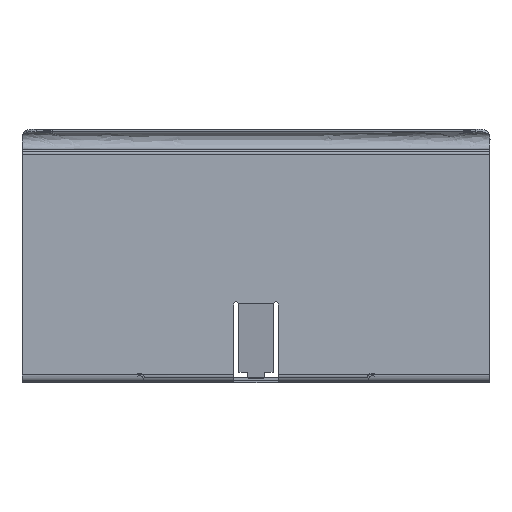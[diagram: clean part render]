
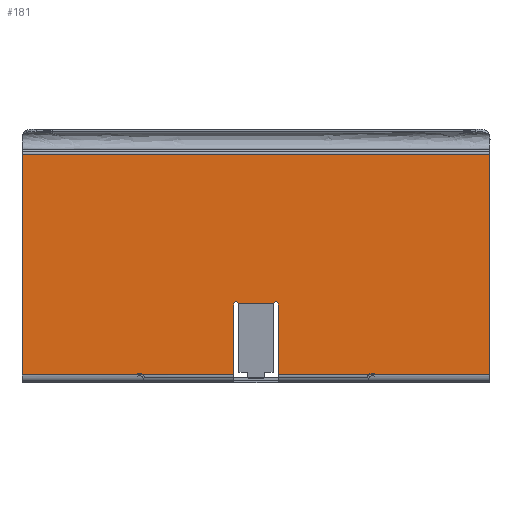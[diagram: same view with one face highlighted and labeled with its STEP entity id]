
A CAD part, front view. The second image highlights one B-rep face of the part: STEP entity #181.
In plain terms, the highlighted planar face has unit normal (0, -1, 0).
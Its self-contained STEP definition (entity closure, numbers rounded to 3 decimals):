
#181=ADVANCED_FACE('',(#387),#3046,.T.);
#387=FACE_OUTER_BOUND('',#593,.T.);
#593=EDGE_LOOP('',(#1395,#1396,#1397,#1398,#1399,#1400,#1401,#1402,#1403,
#1404,#1405,#1406,#1407,#1408));
#1395=ORIENTED_EDGE('',*,*,#2023,.T.);
#1396=ORIENTED_EDGE('',*,*,#2024,.T.);
#1397=ORIENTED_EDGE('',*,*,#2025,.T.);
#1398=ORIENTED_EDGE('',*,*,#2066,.T.);
#1399=ORIENTED_EDGE('',*,*,#2026,.T.);
#1400=ORIENTED_EDGE('',*,*,#2027,.T.);
#1401=ORIENTED_EDGE('',*,*,#2028,.T.);
#1402=ORIENTED_EDGE('',*,*,#2029,.T.);
#1403=ORIENTED_EDGE('',*,*,#2020,.F.);
#1404=ORIENTED_EDGE('',*,*,#2018,.F.);
#1405=ORIENTED_EDGE('',*,*,#2030,.T.);
#1406=ORIENTED_EDGE('',*,*,#2113,.T.);
#1407=ORIENTED_EDGE('',*,*,#2117,.T.);
#1408=ORIENTED_EDGE('',*,*,#2031,.T.);
#2018=EDGE_CURVE('',#2868,#2867,#2611,.T.);
#2020=EDGE_CURVE('',#2867,#2870,#2368,.T.);
#2023=EDGE_CURVE('',#2872,#2873,#2371,.T.);
#2024=EDGE_CURVE('',#2873,#2874,#2372,.T.);
#2025=EDGE_CURVE('',#2874,#2875,#2612,.T.);
#2026=EDGE_CURVE('',#2876,#2877,#2373,.T.);
#2027=EDGE_CURVE('',#2877,#2878,#2374,.T.);
#2028=EDGE_CURVE('',#2878,#2879,#2375,.T.);
#2029=EDGE_CURVE('',#2879,#2870,#2376,.T.);
#2030=EDGE_CURVE('',#2868,#2880,#2377,.T.);
#2031=EDGE_CURVE('',#2882,#2872,#2378,.T.);
#2066=EDGE_CURVE('',#2875,#2876,#2618,.T.);
#2113=EDGE_CURVE('',#2880,#2881,#2635,.T.);
#2117=EDGE_CURVE('',#2881,#2882,#2639,.T.);
#2368=B_SPLINE_CURVE_WITH_KNOTS('',1,(#6841,#6842),.UNSPECIFIED.,.F.,.F.,
(2,2),(-94.3,0.),.UNSPECIFIED.);
#2371=B_SPLINE_CURVE_WITH_KNOTS('',1,(#6847,#6848),.UNSPECIFIED.,.F.,.F.,
(2,2),(0.,15.),.UNSPECIFIED.);
#2372=B_SPLINE_CURVE_WITH_KNOTS('',1,(#6849,#6850),.UNSPECIFIED.,.F.,.F.,
(2,2),(0.,0.068),.UNSPECIFIED.);
#2373=B_SPLINE_CURVE_WITH_KNOTS('',1,(#6854,#6855),.UNSPECIFIED.,.F.,.F.,
(2,2),(-30.337,0.),.UNSPECIFIED.);
#2374=B_SPLINE_CURVE_WITH_KNOTS('',1,(#6856,#6857),.UNSPECIFIED.,.F.,.F.,
(2,2),(-90.5,0.),.UNSPECIFIED.);
#2375=B_SPLINE_CURVE_WITH_KNOTS('',1,(#6858,#6859),.UNSPECIFIED.,.F.,.F.,
(2,2),(-94.3,0.),.UNSPECIFIED.);
#2376=B_SPLINE_CURVE_WITH_KNOTS('',1,(#6860,#6861),.UNSPECIFIED.,.F.,.F.,
(2,2),(-200.,0.),.UNSPECIFIED.);
#2377=B_SPLINE_CURVE_WITH_KNOTS('',1,(#6862,#6863),.UNSPECIFIED.,.F.,.F.,
(2,2),(-30.337,0.),.UNSPECIFIED.);
#2378=B_SPLINE_CURVE_WITH_KNOTS('',1,(#6864,#6865),.UNSPECIFIED.,.F.,.F.,
(2,2),(0.,0.068),.UNSPECIFIED.);
#2611=(
BOUNDED_CURVE()
B_SPLINE_CURVE(1,(#6837,#6838),.UNSPECIFIED.,.F.,.F.)
B_SPLINE_CURVE_WITH_KNOTS((2,2),(0.,90.5),.UNSPECIFIED.)
CURVE()
GEOMETRIC_REPRESENTATION_ITEM()
RATIONAL_B_SPLINE_CURVE((1.,1.))
REPRESENTATION_ITEM('')
);
#2612=(
BOUNDED_CURVE()
B_SPLINE_CURVE(2,(#6851,#6852,#6853),.UNSPECIFIED.,.F.,.F.)
B_SPLINE_CURVE_WITH_KNOTS((3,3),(0.,1.199),.UNSPECIFIED.)
CURVE()
GEOMETRIC_REPRESENTATION_ITEM()
RATIONAL_B_SPLINE_CURVE((1.,0.825,1.))
REPRESENTATION_ITEM('')
);
#2618=(
BOUNDED_CURVE()
B_SPLINE_CURVE(2,(#6966,#6967,#6968),.UNSPECIFIED.,.F.,.F.)
B_SPLINE_CURVE_WITH_KNOTS((3,3),(0.,1.571),.UNSPECIFIED.)
CURVE()
GEOMETRIC_REPRESENTATION_ITEM()
RATIONAL_B_SPLINE_CURVE((1.,0.707,1.))
REPRESENTATION_ITEM('')
);
#2635=(
BOUNDED_CURVE()
B_SPLINE_CURVE(2,(#7140,#7141,#7142),.UNSPECIFIED.,.F.,.F.)
B_SPLINE_CURVE_WITH_KNOTS((3,3),(0.,1.571),.UNSPECIFIED.)
CURVE()
GEOMETRIC_REPRESENTATION_ITEM()
RATIONAL_B_SPLINE_CURVE((1.,0.707,1.))
REPRESENTATION_ITEM('')
);
#2639=(
BOUNDED_CURVE()
B_SPLINE_CURVE(2,(#7151,#7152,#7153),.UNSPECIFIED.,.F.,.F.)
B_SPLINE_CURVE_WITH_KNOTS((3,3),(0.,1.199),.UNSPECIFIED.)
CURVE()
GEOMETRIC_REPRESENTATION_ITEM()
RATIONAL_B_SPLINE_CURVE((1.,0.825,1.))
REPRESENTATION_ITEM('')
);
#2867=VERTEX_POINT('',#6714);
#2868=VERTEX_POINT('',#6715);
#2870=VERTEX_POINT('',#6717);
#2872=VERTEX_POINT('',#6719);
#2873=VERTEX_POINT('',#6720);
#2874=VERTEX_POINT('',#6721);
#2875=VERTEX_POINT('',#6722);
#2876=VERTEX_POINT('',#6723);
#2877=VERTEX_POINT('',#6724);
#2878=VERTEX_POINT('',#6725);
#2879=VERTEX_POINT('',#6726);
#2880=VERTEX_POINT('',#6727);
#2881=VERTEX_POINT('',#6728);
#2882=VERTEX_POINT('',#6729);
#3046=PLANE('',#3267);
#3267=AXIS2_PLACEMENT_3D('',#6177,#3383,$);
#3383=DIRECTION('',(0.,-1.,0.));
#6177=CARTESIAN_POINT('',(-174.12,-299.5,105.1));
#6714=CARTESIAN_POINT('',(-154.,-299.5,1.25));
#6715=CARTESIAN_POINT('',(-63.5,-299.5,1.25));
#6717=CARTESIAN_POINT('',(-154.,-299.5,95.55));
#6719=CARTESIAN_POINT('',(-61.5,-299.5,31.95));
#6720=CARTESIAN_POINT('',(-46.5,-299.5,31.95));
#6721=CARTESIAN_POINT('',(-46.432,-299.5,31.95));
#6722=CARTESIAN_POINT('',(-45.5,-299.5,32.587));
#6723=CARTESIAN_POINT('',(-44.5,-299.5,31.587));
#6724=CARTESIAN_POINT('',(-44.5,-299.5,1.25));
#6725=CARTESIAN_POINT('',(46.,-299.5,1.25));
#6726=CARTESIAN_POINT('',(46.,-299.5,95.55));
#6727=CARTESIAN_POINT('',(-63.5,-299.5,31.587));
#6728=CARTESIAN_POINT('',(-62.5,-299.5,32.587));
#6729=CARTESIAN_POINT('',(-61.568,-299.5,31.95));
#6837=CARTESIAN_POINT('',(-63.5,-299.5,1.25));
#6838=CARTESIAN_POINT('',(-154.,-299.5,1.25));
#6841=CARTESIAN_POINT('',(-154.,-299.5,1.25));
#6842=CARTESIAN_POINT('',(-154.,-299.5,95.55));
#6847=CARTESIAN_POINT('',(-61.5,-299.5,31.95));
#6848=CARTESIAN_POINT('',(-46.5,-299.5,31.95));
#6849=CARTESIAN_POINT('',(-46.5,-299.5,31.95));
#6850=CARTESIAN_POINT('',(-46.432,-299.5,31.95));
#6851=CARTESIAN_POINT('',(-46.432,-299.5,31.95));
#6852=CARTESIAN_POINT('',(-46.184,-299.5,32.587));
#6853=CARTESIAN_POINT('',(-45.5,-299.5,32.587));
#6854=CARTESIAN_POINT('',(-44.5,-299.5,31.587));
#6855=CARTESIAN_POINT('',(-44.5,-299.5,1.25));
#6856=CARTESIAN_POINT('',(-44.5,-299.5,1.25));
#6857=CARTESIAN_POINT('',(46.,-299.5,1.25));
#6858=CARTESIAN_POINT('',(46.,-299.5,1.25));
#6859=CARTESIAN_POINT('',(46.,-299.5,95.55));
#6860=CARTESIAN_POINT('',(46.,-299.5,95.55));
#6861=CARTESIAN_POINT('',(-154.,-299.5,95.55));
#6862=CARTESIAN_POINT('',(-63.5,-299.5,1.25));
#6863=CARTESIAN_POINT('',(-63.5,-299.5,31.587));
#6864=CARTESIAN_POINT('',(-61.568,-299.5,31.95));
#6865=CARTESIAN_POINT('',(-61.5,-299.5,31.95));
#6966=CARTESIAN_POINT('',(-45.5,-299.5,32.587));
#6967=CARTESIAN_POINT('',(-44.5,-299.5,32.587));
#6968=CARTESIAN_POINT('',(-44.5,-299.5,31.587));
#7140=CARTESIAN_POINT('',(-63.5,-299.5,31.587));
#7141=CARTESIAN_POINT('',(-63.5,-299.5,32.587));
#7142=CARTESIAN_POINT('',(-62.5,-299.5,32.587));
#7151=CARTESIAN_POINT('',(-62.5,-299.5,32.587));
#7152=CARTESIAN_POINT('',(-61.816,-299.5,32.587));
#7153=CARTESIAN_POINT('',(-61.568,-299.5,31.95));
